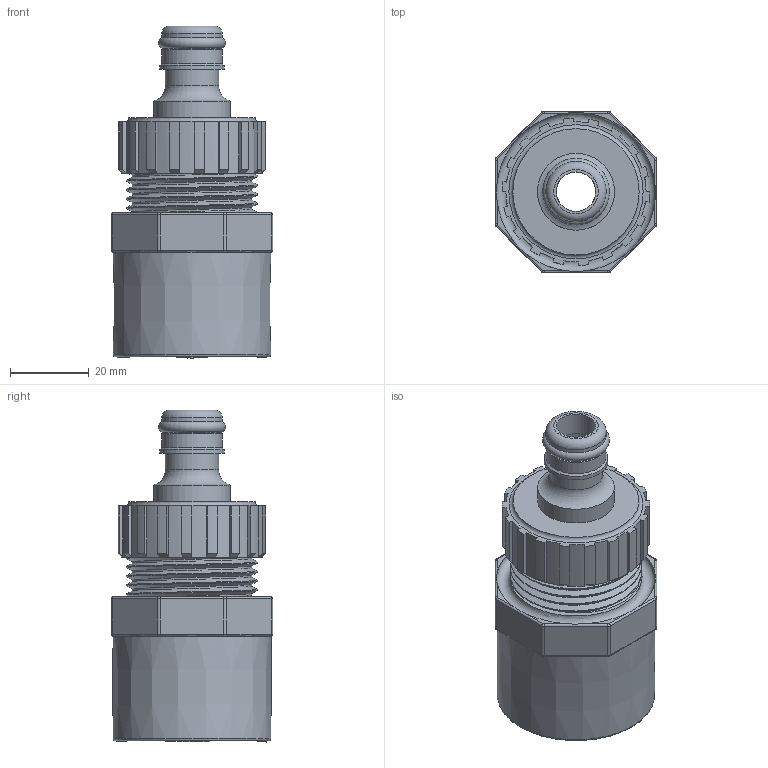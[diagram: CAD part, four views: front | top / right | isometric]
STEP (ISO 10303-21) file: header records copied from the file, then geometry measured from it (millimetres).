
FILE_DESCRIPTION(/* description */ (''),/* implementation_level */ '2;1');
FILE_NAME(/* name */ 'AF0303.032.032.step',/* time_stamp */ '2026-01-20T14:18:49+01:00',/* author */ (''),/* organization */ (''),/* preprocessor_version */ 'ST-DEVELOPER v20.1',/* originating_system */ 'Autodesk Translation Framework v14.21.0.0',/* authorisation */ '');
FILE_SCHEMA (('AUTOMOTIVE_DESIGN { 1 0 10303 214 3 1 1 }'));
Length unit declared in the file: millimetre
Products named in the file (1): 2026-01-20-10-06-18-150
Bounding box: 41 x 41 x 84.1 mm (x, y, z)
Volume: 35734.3 mm3; surface area: 24887.3 mm2
Topology: 7 solids, 7 shells, 919 faces, 2559 edges, 1686 vertices
Faces by surface type: plane 754, cylinder 94, bspline 37, cone 24, torus 10
Full cylindrical faces by diameter (mm): 1.401 x1, 1.868 x1, 9.94 x2, 10 x2, 13.5 x1, 15.25 x1, 15.3 x1, 16.25 x1, 16.6 x1, 19 x1, 19.5 x1, 23 x1, 28 x1, 30 x1, 30.291 x7, 33.249 x11, 35.5 x1
Entity records: 36488 total; most frequent: CARTESIAN_POINT 12926, ORIENTED_EDGE 5118, DIRECTION 4475, EDGE_CURVE 2559, LINE 2201, VECTOR 2201, VERTEX_POINT 1686, AXIS2_PLACEMENT_3D 1137
